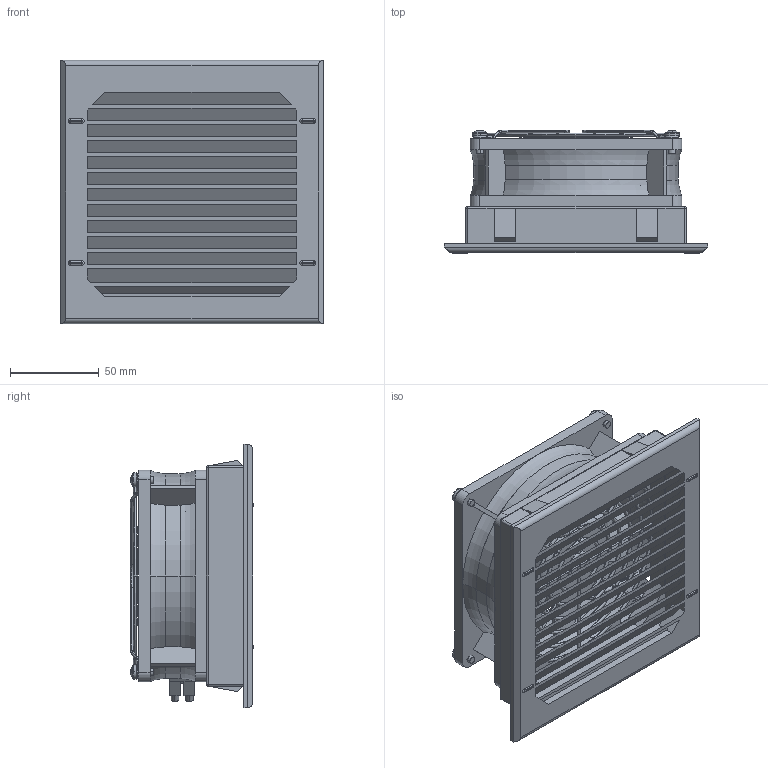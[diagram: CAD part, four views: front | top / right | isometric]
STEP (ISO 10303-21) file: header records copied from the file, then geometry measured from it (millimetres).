
FILE_DESCRIPTION (( 'STEP AP214' ), '1' );
FILE_NAME ('LV 250 Komplett.STEP', '2009-04-22T07:42:19', ( ' ' ), ( ' ' ), 'SwSTEP 2.0', 'SolidWorks 2009', '' );
FILE_SCHEMA (( 'AUTOMOTIVE_DESIGN' ));
Length unit declared in the file: millimetre
Products named in the file (10): Klemme; Luefter_Default; Flachkopfschraube ISO 7045_ISO 7045 - M4 x 10 - Z --- 10N; Flachkopfschraube ISO 7045_ISO 7045 - M4 x 5 - Z --- 5N; Teil2^Luefter_LV200 Komplett_Default; LV 250 Komplett; Lueftergehause_Default; Luefter_LV200 Komplett_Default; GV250_Default; Schutzgitter_Default
Assembly tree (12 placements, depth 3):
  LV 250 Komplett
    Luefter_LV200 Komplett_Default
      Teil2^Luefter_LV200 Komplett_Default
      Lueftergehause_Default
      Flachkopfschraube ISO 7045_ISO 7045 - M4 x 10 - Z --- 10N  x4
      Flachkopfschraube ISO 7045_ISO 7045 - M4 x 5 - Z --- 5N
      Klemme
      Luefter_Default
      Schutzgitter_Default
    GV250_Default
Bounding box: 148 x 69.3 x 148 mm (x, y, z)
Volume: 224355.2 mm3; surface area: 178269.1 mm2
Topology: 22 solids, 22 shells, 1026 faces, 2949 edges, 1856 vertices
Faces by surface type: cylinder 377, plane 357, torus 190, bspline 56, cone 32, sphere 14
Entity records: 46876 total; most frequent: CARTESIAN_POINT 22145, ORIENTED_EDGE 5368, DIRECTION 4784, EDGE_CURVE 2684, AXIS2_PLACEMENT_3D 1888, VERTEX_POINT 1703, VECTOR 1008, LINE 1008
